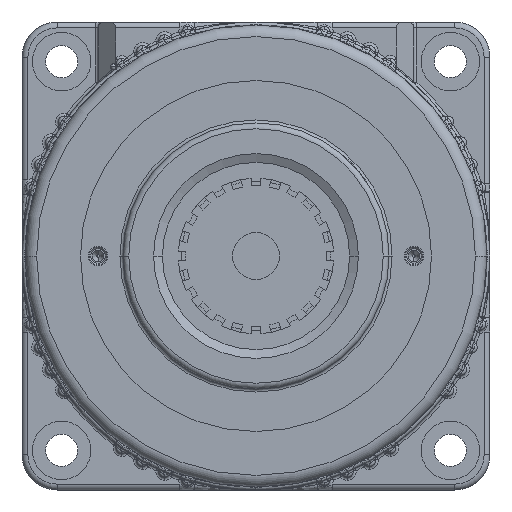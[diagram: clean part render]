
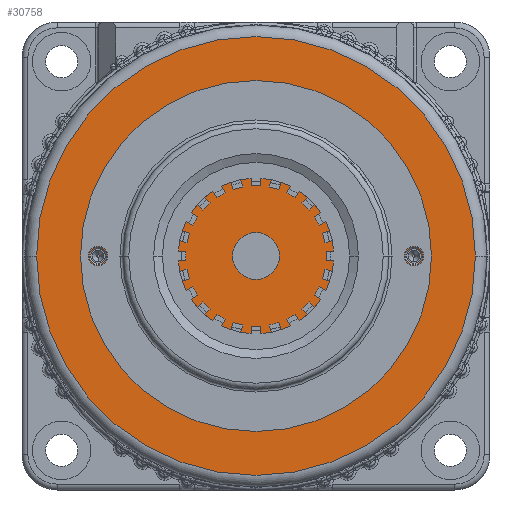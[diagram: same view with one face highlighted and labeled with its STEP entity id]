
A CAD part, front view. The second image highlights one B-rep face of the part: STEP entity #30758.
In plain terms, the highlighted face is planar.
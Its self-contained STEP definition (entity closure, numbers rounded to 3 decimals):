
#170 = VERTEX_POINT ( 'NONE', #28030 ) ;
#543 = DIRECTION ( 'NONE',  ( -1., 0., 0. ) ) ;
#712 = VERTEX_POINT ( 'NONE', #25576 ) ;
#1873 = CIRCLE ( 'NONE', #15039, 37.5 ) ;
#1984 = CIRCLE ( 'NONE', #7248, 1.525 ) ;
#2289 = EDGE_CURVE ( 'NONE', #712, #21586, #4151, .T. ) ;
#2677 = CARTESIAN_POINT ( 'NONE',  ( 0., 0., 0. ) ) ;
#2948 = AXIS2_PLACEMENT_3D ( 'NONE', #15312, #17788, #27273 ) ;
#3896 = EDGE_LOOP ( 'NONE', ( #16128, #5713 ) ) ;
#4151 = CIRCLE ( 'NONE', #31087, 4. ) ;
#4385 = AXIS2_PLACEMENT_3D ( 'NONE', #2677, #15230, #5576 ) ;
#5516 = EDGE_LOOP ( 'NONE', ( #18836, #26280 ) ) ;
#5565 = EDGE_CURVE ( 'NONE', #170, #32409, #1984, .T. ) ;
#5576 = DIRECTION ( 'NONE',  ( 1., 0., 0. ) ) ;
#5713 = ORIENTED_EDGE ( 'NONE', *, *, #5565, .F. ) ;
#6344 = DIRECTION ( 'NONE',  ( 1., 0., 0. ) ) ;
#6703 = CARTESIAN_POINT ( 'NONE',  ( 0., 0., 0. ) ) ;
#7248 = AXIS2_PLACEMENT_3D ( 'NONE', #40449, #18480, #6344 ) ;
#9251 = CARTESIAN_POINT ( 'NONE',  ( -4., 0., 0. ) ) ;
#9321 = EDGE_CURVE ( 'NONE', #21586, #712, #35334, .T. ) ;
#11575 = CIRCLE ( 'NONE', #17482, 1.525 ) ;
#11954 = DIRECTION ( 'NONE',  ( 1., 0., 0. ) ) ;
#14244 = CARTESIAN_POINT ( 'NONE',  ( -25.475, 0., 0. ) ) ;
#15039 = AXIS2_PLACEMENT_3D ( 'NONE', #27192, #39700, #11954 ) ;
#15048 = PLANE ( 'NONE',  #4385 ) ;
#15230 = DIRECTION ( 'NONE',  ( 0., 0., 1. ) ) ;
#15312 = CARTESIAN_POINT ( 'NONE',  ( 27., 0., 0. ) ) ;
#16128 = ORIENTED_EDGE ( 'NONE', *, *, #27097, .F. ) ;
#16294 = AXIS2_PLACEMENT_3D ( 'NONE', #22660, #35193, #19599 ) ;
#16649 = CARTESIAN_POINT ( 'NONE',  ( 37.5, 0., 0. ) ) ;
#17024 = CARTESIAN_POINT ( 'NONE',  ( -28.525, 0., 0. ) ) ;
#17482 = AXIS2_PLACEMENT_3D ( 'NONE', #31509, #29032, #29226 ) ;
#17788 = DIRECTION ( 'NONE',  ( 0., 0., 1. ) ) ;
#17799 = ORIENTED_EDGE ( 'NONE', *, *, #9321, .T. ) ;
#18480 = DIRECTION ( 'NONE',  ( 0., 0., 1. ) ) ;
#18836 = ORIENTED_EDGE ( 'NONE', *, *, #19370, .F. ) ;
#19238 = DIRECTION ( 'NONE',  ( 0., 0., -1. ) ) ;
#19370 = EDGE_CURVE ( 'NONE', #29969, #33273, #39845, .T. ) ;
#19599 = DIRECTION ( 'NONE',  ( -1., 0., 0. ) ) ;
#20187 = AXIS2_PLACEMENT_3D ( 'NONE', #26887, #40184, #24202 ) ;
#21197 = FACE_BOUND ( 'NONE', #27963, .T. ) ;
#21586 = VERTEX_POINT ( 'NONE', #9251 ) ;
#22660 = CARTESIAN_POINT ( 'NONE',  ( 0., 0., 0. ) ) ;
#23315 = CIRCLE ( 'NONE', #2948, 1.525 ) ;
#24202 = DIRECTION ( 'NONE',  ( 1., 0., 0. ) ) ;
#24262 = EDGE_LOOP ( 'NONE', ( #31157, #36277 ) ) ;
#24824 = CARTESIAN_POINT ( 'NONE',  ( -37.5, 0., 0. ) ) ;
#25041 = VERTEX_POINT ( 'NONE', #24824 ) ;
#25282 = EDGE_CURVE ( 'NONE', #33273, #29969, #11575, .T. ) ;
#25576 = CARTESIAN_POINT ( 'NONE',  ( 4., 0., 0. ) ) ;
#26280 = ORIENTED_EDGE ( 'NONE', *, *, #25282, .F. ) ;
#26887 = CARTESIAN_POINT ( 'NONE',  ( 0., 0., 0. ) ) ;
#27097 = EDGE_CURVE ( 'NONE', #32409, #170, #23315, .T. ) ;
#27192 = CARTESIAN_POINT ( 'NONE',  ( 0., 0., 0. ) ) ;
#27273 = DIRECTION ( 'NONE',  ( 1., 0., 0. ) ) ;
#27963 = EDGE_LOOP ( 'NONE', ( #17799, #28422 ) ) ;
#28030 = CARTESIAN_POINT ( 'NONE',  ( 25.475, 0., 0. ) ) ;
#28422 = ORIENTED_EDGE ( 'NONE', *, *, #2289, .T. ) ;
#29032 = DIRECTION ( 'NONE',  ( 0., 0., 1. ) ) ;
#29077 = DIRECTION ( 'NONE',  ( 0., 0., 1. ) ) ;
#29226 = DIRECTION ( 'NONE',  ( 1., 0., 0. ) ) ;
#29969 = VERTEX_POINT ( 'NONE', #14244 ) ;
#30675 = FACE_OUTER_BOUND ( 'NONE', #24262, .T. ) ;
#30758 = ADVANCED_FACE ( 'NONE', ( #21197, #30878, #33734, #30675 ), #15048, .T. ) ;
#30804 = CARTESIAN_POINT ( 'NONE',  ( 28.525, 0., 0. ) ) ;
#30878 = FACE_BOUND ( 'NONE', #3896, .T. ) ;
#30961 = EDGE_CURVE ( 'NONE', #36407, #25041, #37909, .T. ) ;
#31087 = AXIS2_PLACEMENT_3D ( 'NONE', #6703, #19238, #543 ) ;
#31157 = ORIENTED_EDGE ( 'NONE', *, *, #30961, .T. ) ;
#31509 = CARTESIAN_POINT ( 'NONE',  ( -27., 0., 0. ) ) ;
#32409 = VERTEX_POINT ( 'NONE', #30804 ) ;
#32558 = DIRECTION ( 'NONE',  ( 1., 0., 0. ) ) ;
#32706 = EDGE_CURVE ( 'NONE', #25041, #36407, #1873, .T. ) ;
#33273 = VERTEX_POINT ( 'NONE', #17024 ) ;
#33290 = AXIS2_PLACEMENT_3D ( 'NONE', #35429, #29077, #32558 ) ;
#33734 = FACE_BOUND ( 'NONE', #5516, .T. ) ;
#35193 = DIRECTION ( 'NONE',  ( 0., 0., -1. ) ) ;
#35334 = CIRCLE ( 'NONE', #16294, 4. ) ;
#35429 = CARTESIAN_POINT ( 'NONE',  ( -27., 0., 0. ) ) ;
#36277 = ORIENTED_EDGE ( 'NONE', *, *, #32706, .T. ) ;
#36407 = VERTEX_POINT ( 'NONE', #16649 ) ;
#37909 = CIRCLE ( 'NONE', #20187, 37.5 ) ;
#39700 = DIRECTION ( 'NONE',  ( 0., 0., 1. ) ) ;
#39845 = CIRCLE ( 'NONE', #33290, 1.525 ) ;
#40184 = DIRECTION ( 'NONE',  ( 0., 0., 1. ) ) ;
#40449 = CARTESIAN_POINT ( 'NONE',  ( 27., 0., 0. ) ) ;
